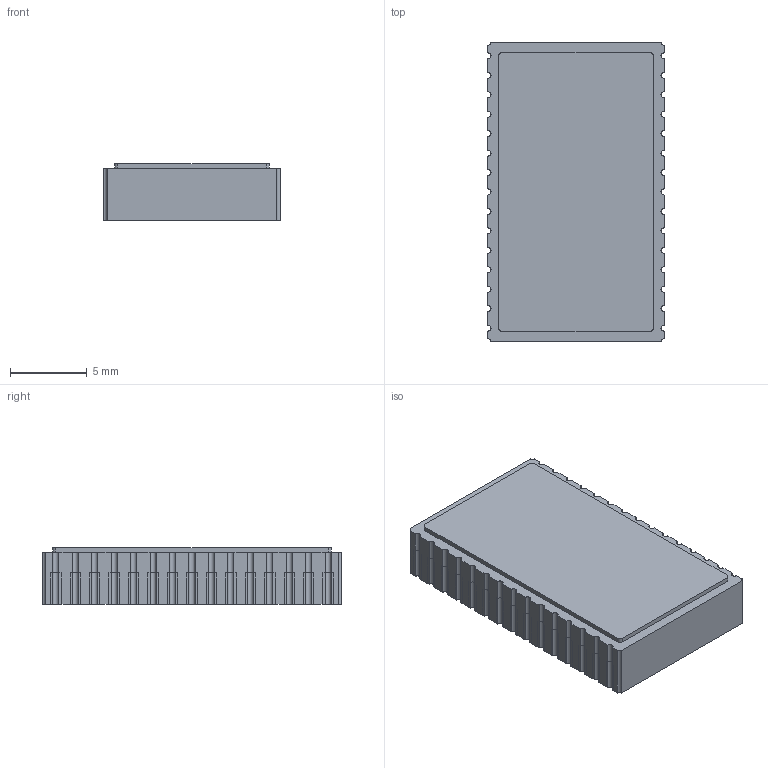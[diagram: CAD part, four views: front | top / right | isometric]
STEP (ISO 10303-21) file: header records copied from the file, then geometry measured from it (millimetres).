
FILE_DESCRIPTION( ( '' ), ' ' );
FILE_NAME( '5923cb1507d2250fc1044c76.step', '2017-05-23T05:39:34', ( '' ), ( '' ), ' ', ' ', ' ' );
FILE_SCHEMA( ( 'AUTOMOTIVE_DESIGN { 1 0 10303 214 1 1 1 1 }' ) );
Length unit declared in the file: metre
Products named in the file (31): Open CASCADE STEP translator 6.8 31; Open CASCADE STEP translator 6.8 30; Open CASCADE STEP translator 6.8 29; Open CASCADE STEP translator 6.8 28; Open CASCADE STEP translator 6.8 27; Open CASCADE STEP translator 6.8 26; Open CASCADE STEP translator 6.8 25; Open CASCADE STEP translator 6.8 24; Open CASCADE STEP translator 6.8 23; Open CASCADE STEP translator 6.8 22; Open CASCADE STEP translator 6.8 21; Open CASCADE STEP translator 6.8 20; Open CASCADE STEP translator 6.8 19; Open CASCADE STEP translator 6.8 18; Open CASCADE STEP translator 6.8 17; Open CASCADE STEP translator 6.8 16; Open CASCADE STEP translator 6.8 15; Open CASCADE STEP translator 6.8 14; Open CASCADE STEP translator 6.8 13; Open CASCADE STEP translator 6.8 12; Open CASCADE STEP translator 6.8 11; Open CASCADE STEP translator 6.8 10; Open CASCADE STEP translator 6.8 9; Open CASCADE STEP translator 6.8 8; Open CASCADE STEP translator 6.8 7; Open CASCADE STEP translator 6.8 6; Open CASCADE STEP translator 6.8 5; Open CASCADE STEP translator 6.8 4; Open CASCADE STEP translator 6.8 3; Open CASCADE STEP translator 6.8 2; Open CASCADE STEP translator 6.8 1
Bounding box: 11.5 x 19.56 x 3.7 mm (x, y, z)
Surface area: 1108.3 mm2
Topology: 31 solids, 31 shells, 319 faces, 768 edges, 512 vertices
Faces by surface type: plane 251, cylinder 68
Entity records: 15926 total; most frequent: CARTESIAN_POINT 1630, DIRECTION 1604, ORIENTED_EDGE 1536, STYLED_ITEM 1087, PRESENTATION_STYLE_ASSIGNMENT 1087, COLOUR_RGB 1087, EDGE_CURVE 768, CURVE_STYLE 768
